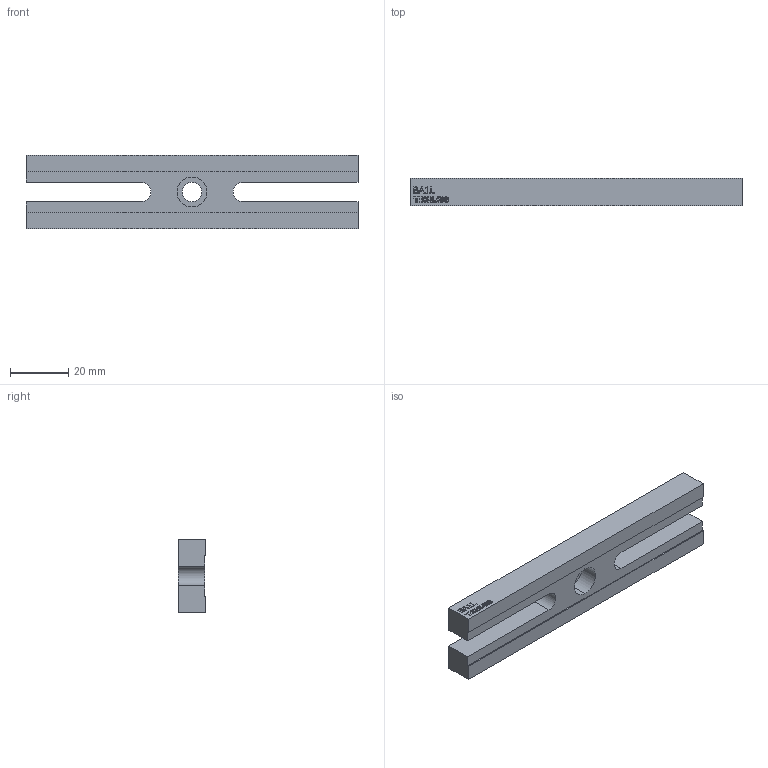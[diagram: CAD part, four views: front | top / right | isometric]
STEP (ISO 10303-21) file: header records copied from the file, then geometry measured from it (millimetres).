
FILE_DESCRIPTION (( 'STEP AP214' ), '1' );
FILE_NAME ('TTN011135-E0W.STEP', '2013-04-11T13:08:26', ( 'Admin' ), ( 'Thorlabs, Inc.' ), 'SwSTEP 2.0', 'SolidWorks 2012', '' );
FILE_SCHEMA (( 'AUTOMOTIVE_DESIGN' ));
Length unit declared in the file: millimetre
Products named in the file (1): TTN011135-E0W
Bounding box: 114.3 x 9.53 x 25.4 mm (x, y, z)
Volume: 21191.5 mm3; surface area: 9120.9 mm2
Topology: 1 solids, 1 shells, 235 faces, 630 edges, 420 vertices
Faces by surface type: plane 154, bspline 75, cylinder 6
Entity records: 10757 total; most frequent: CARTESIAN_POINT 2749, ORIENTED_EDGE 1260, DIRECTION 814, EDGE_CURVE 630, VECTOR 468, LINE 468, VERTEX_POINT 420, EDGE_LOOP 260
